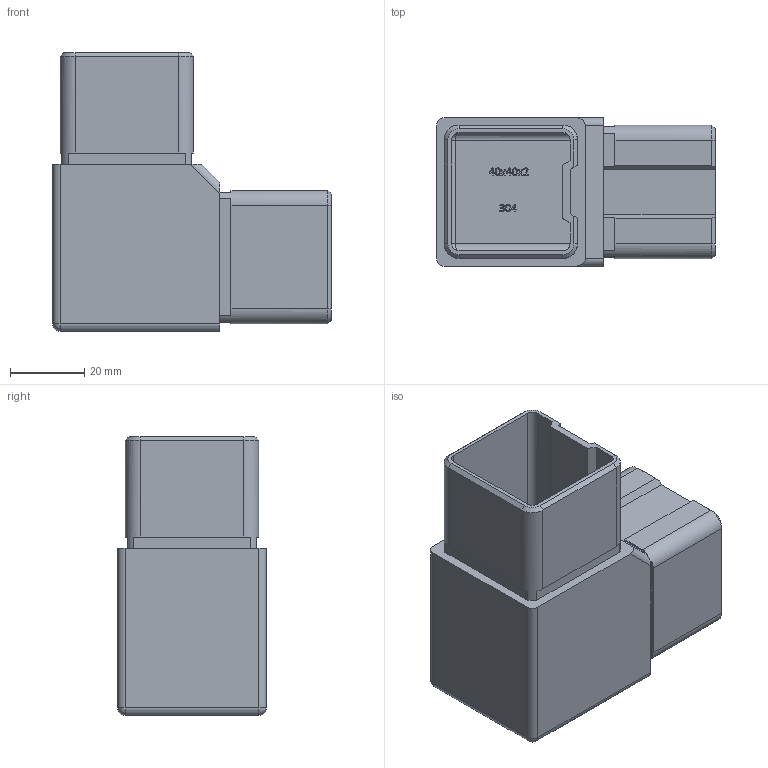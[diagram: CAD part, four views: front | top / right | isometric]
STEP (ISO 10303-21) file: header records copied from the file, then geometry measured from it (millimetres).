
FILE_DESCRIPTION (( 'STEP AP203' ), '1' );
FILE_NAME ('A_4301-040.STEP', '2019-06-12T07:35:34', ( '' ), ( '' ), 'SwSTEP 2.0', 'SolidWorks 2019', '' );
FILE_SCHEMA (( 'CONFIG_CONTROL_DESIGN' ));
Length unit declared in the file: millimetre
Products named in the file (1): A_4301-040
Bounding box: 75 x 40 x 75 mm (x, y, z)
Volume: 45645.2 mm3; surface area: 31262.1 mm2
Topology: 1 solids, 1 shells, 270 faces, 716 edges, 462 vertices
Faces by surface type: plane 143, bspline 93, cylinder 24, cone 8, sphere 2
Entity records: 12733 total; most frequent: CARTESIAN_POINT 6600, ORIENTED_EDGE 1424, DIRECTION 936, EDGE_CURVE 712, VERTEX_POINT 462, VECTOR 460, LINE 460, EDGE_LOOP 290
